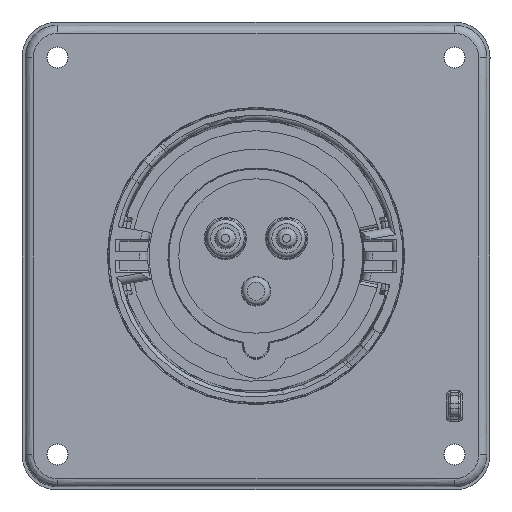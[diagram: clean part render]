
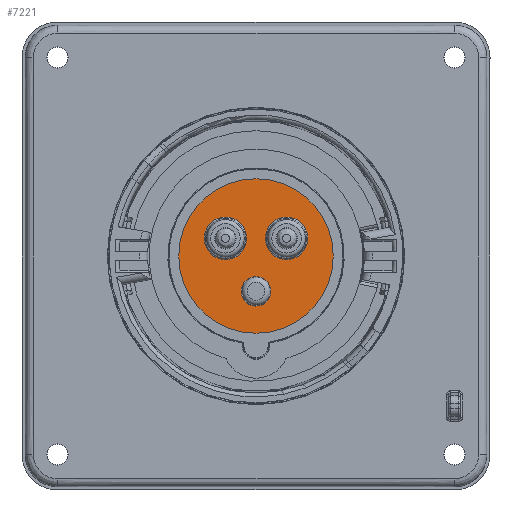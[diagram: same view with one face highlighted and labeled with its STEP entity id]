
A CAD part, front view. The second image highlights one B-rep face of the part: STEP entity #7221.
In plain terms, the highlighted planar face has unit normal (0, -1, 0).
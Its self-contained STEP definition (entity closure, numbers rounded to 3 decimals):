
#4439=PLANE('',#28498);
#7221=ADVANCED_FACE('',(#9410,#9411,#9412,#9413),#4439,.F.);
#9410=FACE_BOUND('',#10667,.T.);
#9411=FACE_BOUND('',#10668,.T.);
#9412=FACE_BOUND('',#10669,.T.);
#9413=FACE_BOUND('',#10670,.T.);
#10667=EDGE_LOOP('',(#16021));
#10668=EDGE_LOOP('',(#16022));
#10669=EDGE_LOOP('',(#16023));
#10670=EDGE_LOOP('',(#16024));
#16021=ORIENTED_EDGE('',*,*,#23988,.T.);
#16022=ORIENTED_EDGE('',*,*,#23987,.T.);
#16023=ORIENTED_EDGE('',*,*,#23986,.T.);
#16024=ORIENTED_EDGE('',*,*,#23997,.F.);
#20679=VERTEX_POINT('',#48231);
#20680=VERTEX_POINT('',#48234);
#20681=VERTEX_POINT('',#48237);
#20686=VERTEX_POINT('',#48256);
#23986=EDGE_CURVE('',#20679,#20679,#26416,.T.);
#23987=EDGE_CURVE('',#20680,#20680,#26417,.T.);
#23988=EDGE_CURVE('',#20681,#20681,#26418,.T.);
#23997=EDGE_CURVE('',#20686,#20686,#26421,.T.);
#26416=CIRCLE('',#28485,3.65);
#26417=CIRCLE('',#28487,5.254);
#26418=CIRCLE('',#28489,5.254);
#26421=CIRCLE('',#28497,19.15);
#28485=AXIS2_PLACEMENT_3D('',#48230,#33880,#33881);
#28487=AXIS2_PLACEMENT_3D('',#48233,#33884,#33885);
#28489=AXIS2_PLACEMENT_3D('',#48236,#33888,#33889);
#28497=AXIS2_PLACEMENT_3D('',#48255,#33910,#33911);
#28498=AXIS2_PLACEMENT_3D('',#48257,#33912,#33913);
#33880=DIRECTION('',(0.,1.,0.));
#33881=DIRECTION('',(0.,0.,-1.));
#33884=DIRECTION('',(0.,1.,0.));
#33885=DIRECTION('',(0.,0.,-1.));
#33888=DIRECTION('',(0.,1.,0.));
#33889=DIRECTION('',(0.,0.,-1.));
#33910=DIRECTION('',(0.,1.,0.));
#33911=DIRECTION('',(0.,0.,-1.));
#33912=DIRECTION('',(0.,1.,0.));
#33913=DIRECTION('',(0.,0.,1.));
#48230=CARTESIAN_POINT('',(0.,9.4,-8.75));
#48231=CARTESIAN_POINT('',(0.,9.4,-12.4));
#48233=CARTESIAN_POINT('',(7.578,9.4,4.375));
#48234=CARTESIAN_POINT('',(7.578,9.4,-0.879));
#48236=CARTESIAN_POINT('',(-7.578,9.4,4.375));
#48237=CARTESIAN_POINT('',(-7.578,9.4,-0.879));
#48255=CARTESIAN_POINT('',(0.,9.4,0.));
#48256=CARTESIAN_POINT('',(0.,9.4,-19.15));
#48257=CARTESIAN_POINT('',(19.24,9.4,19.24));
